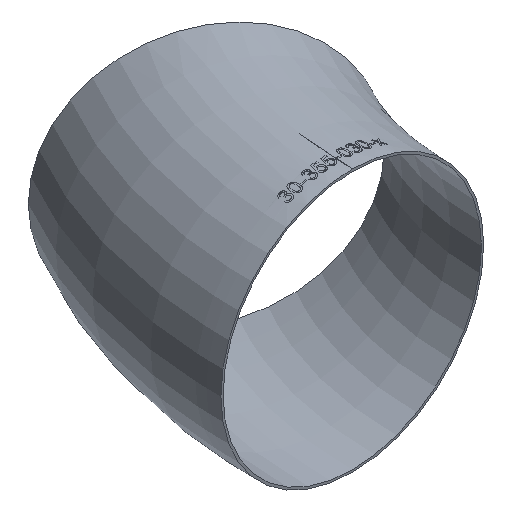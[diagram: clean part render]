
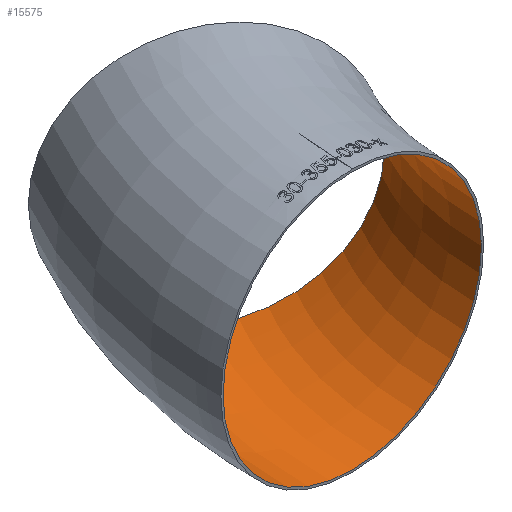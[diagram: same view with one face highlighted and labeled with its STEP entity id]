
A CAD part, isometric view. The second image highlights one B-rep face of the part: STEP entity #15575.
In plain terms, the highlighted toroidal (fillet/blend) face has major radius 534 mm and minor radius 174.8 mm.
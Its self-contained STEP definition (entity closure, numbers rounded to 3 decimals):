
#728 = DIRECTION ( 'NONE',  ( -0.866, 0.5, 0. ) ) ;
#1165 = AXIS2_PLACEMENT_3D ( 'NONE', #33583, #19139, #728 ) ;
#2418 = AXIS2_PLACEMENT_3D ( 'NONE', #12042, #18379, #11845 ) ;
#4370 = CARTESIAN_POINT ( 'NONE',  ( -534., 0., 174.8 ) ) ;
#6112 = EDGE_CURVE ( 'NONE', #18850, #18850, #38443, .T. ) ;
#7337 = VERTEX_POINT ( 'NONE', #4370 ) ;
#8111 = TOROIDAL_SURFACE ( 'NONE', #2418, 534., 174.8 ) ;
#8907 = ORIENTED_EDGE ( 'NONE', *, *, #6112, .T. ) ;
#9719 = CARTESIAN_POINT ( 'NONE',  ( -613.839, 354.4, 0. ) ) ;
#9828 = CIRCLE ( 'NONE', #37558, 174.8 ) ;
#11845 = DIRECTION ( 'NONE',  ( -1., 0., 0. ) ) ;
#12042 = CARTESIAN_POINT ( 'NONE',  ( 0., 0., 0. ) ) ;
#13888 = DIRECTION ( 'NONE',  ( 0., 1., 0. ) ) ;
#15575 = ADVANCED_FACE ( 'NONE', ( #30435, #35991 ), #8111, .F. ) ;
#17154 = EDGE_LOOP ( 'NONE', ( #8907 ) ) ;
#18379 = DIRECTION ( 'NONE',  ( 0., 0., -1. ) ) ;
#18850 = VERTEX_POINT ( 'NONE', #9719 ) ;
#19139 = DIRECTION ( 'NONE',  ( 0.5, 0.866, 0. ) ) ;
#23172 = EDGE_LOOP ( 'NONE', ( #25223 ) ) ;
#25223 = ORIENTED_EDGE ( 'NONE', *, *, #34685, .F. ) ;
#30435 = FACE_OUTER_BOUND ( 'NONE', #17154, .T. ) ;
#33583 = CARTESIAN_POINT ( 'NONE',  ( -462.458, 267., 0. ) ) ;
#34462 = DIRECTION ( 'NONE',  ( 0., 0., 1. ) ) ;
#34685 = EDGE_CURVE ( 'NONE', #7337, #7337, #9828, .T. ) ;
#35991 = FACE_OUTER_BOUND ( 'NONE', #23172, .T. ) ;
#37558 = AXIS2_PLACEMENT_3D ( 'NONE', #38029, #13888, #34462 ) ;
#38029 = CARTESIAN_POINT ( 'NONE',  ( -534., 0., 0. ) ) ;
#38443 = CIRCLE ( 'NONE', #1165, 174.8 ) ;
